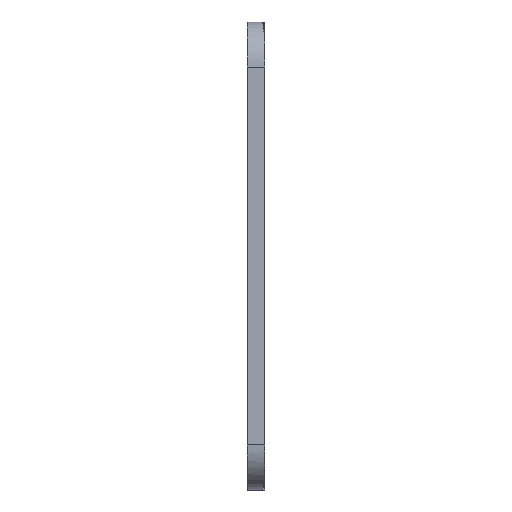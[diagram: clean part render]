
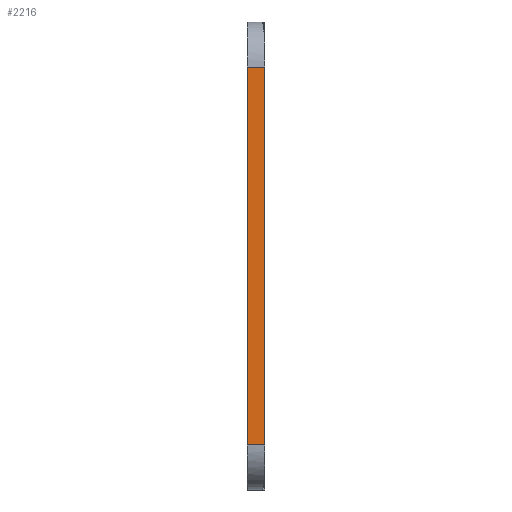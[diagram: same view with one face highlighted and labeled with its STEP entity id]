
A CAD part, left-side view. The second image highlights one B-rep face of the part: STEP entity #2216.
In plain terms, the highlighted planar face has unit normal (-1, 0, 0).
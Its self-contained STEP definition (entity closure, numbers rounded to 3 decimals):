
#248=PLANE('',#2383);
#370=FACE_OUTER_BOUND('',#493,.T.);
#493=EDGE_LOOP('',(#1980,#1981,#1982,#1983));
#606=LINE('',#5374,#730);
#617=LINE('',#5406,#741);
#618=LINE('',#5410,#742);
#619=LINE('',#5411,#743);
#730=VECTOR('',#2766,10.);
#741=VECTOR('',#2803,10.);
#742=VECTOR('',#2808,10.);
#743=VECTOR('',#2809,10.);
#1027=VERTEX_POINT('',#5371);
#1028=VERTEX_POINT('',#5373);
#1036=VERTEX_POINT('',#5405);
#1037=VERTEX_POINT('',#5409);
#1357=EDGE_CURVE('',#1027,#1028,#606,.T.);
#1373=EDGE_CURVE('',#1036,#1028,#617,.T.);
#1375=EDGE_CURVE('',#1037,#1036,#618,.T.);
#1376=EDGE_CURVE('',#1037,#1027,#619,.T.);
#1980=ORIENTED_EDGE('',*,*,#1375,.T.);
#1981=ORIENTED_EDGE('',*,*,#1373,.T.);
#1982=ORIENTED_EDGE('',*,*,#1357,.F.);
#1983=ORIENTED_EDGE('',*,*,#1376,.F.);
#2216=ADVANCED_FACE('',(#370),#248,.T.);
#2383=AXIS2_PLACEMENT_3D('',#5408,#2806,#2807);
#2766=DIRECTION('',(0.,0.,-1.));
#2803=DIRECTION('',(0.,-1.,0.));
#2806=DIRECTION('center_axis',(-1.,0.,0.));
#2807=DIRECTION('ref_axis',(0.,0.,-1.));
#2808=DIRECTION('',(0.,0.,-1.));
#2809=DIRECTION('',(0.,-1.,0.));
#5371=CARTESIAN_POINT('',(-78.561,-16.,1118.));
#5373=CARTESIAN_POINT('',(-78.561,-16.,480.));
#5374=CARTESIAN_POINT('',(-78.561,-16.,1118.));
#5405=CARTESIAN_POINT('',(-78.561,14.,480.));
#5406=CARTESIAN_POINT('',(-78.561,14.,480.));
#5408=CARTESIAN_POINT('Origin',(-78.561,14.,1118.));
#5409=CARTESIAN_POINT('',(-78.561,14.,1118.));
#5410=CARTESIAN_POINT('',(-78.561,14.,1118.));
#5411=CARTESIAN_POINT('',(-78.561,14.,1118.));
